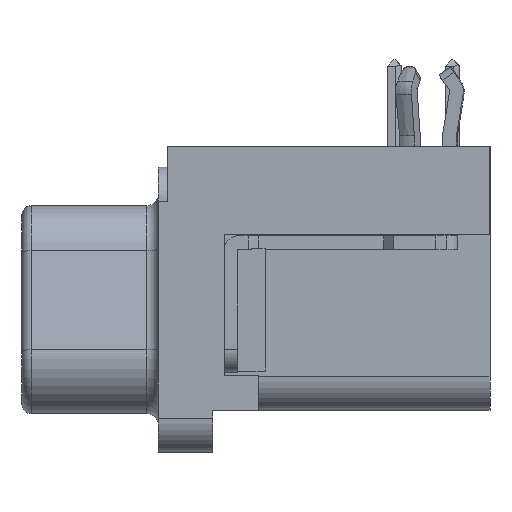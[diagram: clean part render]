
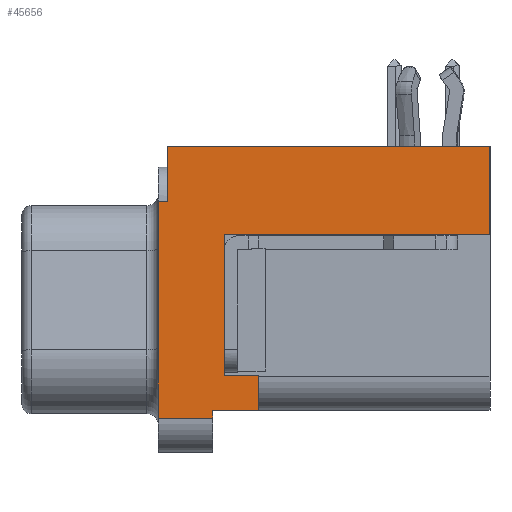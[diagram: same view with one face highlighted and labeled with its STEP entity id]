
A CAD part, left-side view. The second image highlights one B-rep face of the part: STEP entity #45656.
In plain terms, the highlighted planar face has unit normal (-1, 0, 0).
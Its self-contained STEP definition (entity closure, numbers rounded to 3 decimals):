
#136=DIRECTION('',(0.,0.,-1.));
#137=VECTOR('',#136,9.55);
#138=CARTESIAN_POINT('',(-15.405,0.4,4.775));
#139=LINE('',#138,#137);
#15341=DIRECTION('',(0.,1.,0.));
#15342=VECTOR('',#15341,14.2);
#15343=CARTESIAN_POINT('',(-15.405,-14.2,7.2));
#15344=LINE('',#15343,#15342);
#15358=DIRECTION('',(0.,0.,1.));
#15359=VECTOR('',#15358,3.9);
#15360=CARTESIAN_POINT('',(-15.405,-14.2,3.3));
#15361=LINE('',#15360,#15359);
#15362=DIRECTION('',(0.,1.,0.));
#15363=VECTOR('',#15362,11.7);
#15364=CARTESIAN_POINT('',(-15.405,-14.2,3.3));
#15365=LINE('',#15364,#15363);
#15366=DIRECTION('',(0.,0.,-1.));
#15367=VECTOR('',#15366,1.525);
#15368=CARTESIAN_POINT('',(-15.405,-4.,-2.9));
#15369=LINE('',#15368,#15367);
#15370=DIRECTION('',(0.,0.,-1.));
#15371=VECTOR('',#15370,0.35);
#15372=CARTESIAN_POINT('',(-15.405,-2.,-4.425));
#15373=LINE('',#15372,#15371);
#15466=DIRECTION('',(0.,1.,0.));
#15467=VECTOR('',#15466,0.4);
#15468=CARTESIAN_POINT('',(-15.405,0.,4.775));
#15469=LINE('',#15468,#15467);
#15487=DIRECTION('',(0.,0.,-1.));
#15488=VECTOR('',#15487,2.425);
#15489=CARTESIAN_POINT('',(-15.405,0.,7.2));
#15490=LINE('',#15489,#15488);
#15723=DIRECTION('',(0.,-1.,0.));
#15724=VECTOR('',#15723,2.);
#15725=CARTESIAN_POINT('',(-15.405,-2.,-4.425));
#15726=LINE('',#15725,#15724);
#15790=DIRECTION('',(0.,-1.,0.));
#15791=VECTOR('',#15790,2.4);
#15792=CARTESIAN_POINT('',(-15.405,0.4,-4.775));
#15793=LINE('',#15792,#15791);
#15824=DIRECTION('',(0.,1.,0.));
#15825=VECTOR('',#15824,1.5);
#15826=CARTESIAN_POINT('',(-15.405,-4.,-2.9));
#15827=LINE('',#15826,#15825);
#15836=DIRECTION('',(0.,0.,1.));
#15837=VECTOR('',#15836,6.2);
#15838=CARTESIAN_POINT('',(-15.405,-2.5,-2.9));
#15839=LINE('',#15838,#15837);
#20349=CARTESIAN_POINT('',(-15.405,0.,4.775));
#20351=VERTEX_POINT('',#20349);
#20355=CARTESIAN_POINT('',(-15.405,0.,7.2));
#20356=VERTEX_POINT('',#20355);
#21943=CARTESIAN_POINT('',(-15.405,-2.5,3.3));
#21945=VERTEX_POINT('',#21943);
#21961=CARTESIAN_POINT('',(-15.405,-2.,-4.425));
#21962=VERTEX_POINT('',#21961);
#21963=CARTESIAN_POINT('',(-15.405,-4.,-4.425));
#21964=VERTEX_POINT('',#21963);
#21971=CARTESIAN_POINT('',(-15.405,-2.5,-2.9));
#21972=VERTEX_POINT('',#21971);
#21999=CARTESIAN_POINT('',(-15.405,0.4,-4.775));
#22000=CARTESIAN_POINT('',(-15.405,-2.,-4.775));
#22001=VERTEX_POINT('',#21999);
#22002=VERTEX_POINT('',#22000);
#22003=CARTESIAN_POINT('',(-15.405,0.4,4.775));
#22004=VERTEX_POINT('',#22003);
#22005=CARTESIAN_POINT('',(-15.405,-4.,-2.9));
#22006=VERTEX_POINT('',#22005);
#24752=CARTESIAN_POINT('',(-15.405,-14.2,7.2));
#24753=VERTEX_POINT('',#24752);
#24770=CARTESIAN_POINT('',(-15.405,-14.2,3.3));
#24771=VERTEX_POINT('',#24770);
#45628=CARTESIAN_POINT('',(-15.405,0.,-6.275));
#45629=DIRECTION('',(-1.,0.,0.));
#45630=DIRECTION('',(0.,0.,1.));
#45631=AXIS2_PLACEMENT_3D('',#45628,#45629,#45630);
#45632=PLANE('',#45631);
#45633=ORIENTED_EDGE('',*,*,#25164,.F.);
#45635=ORIENTED_EDGE('',*,*,#45634,.T.);
#45637=ORIENTED_EDGE('',*,*,#45636,.F.);
#45639=ORIENTED_EDGE('',*,*,#45638,.F.);
#45641=ORIENTED_EDGE('',*,*,#45640,.T.);
#45643=ORIENTED_EDGE('',*,*,#45642,.F.);
#45645=ORIENTED_EDGE('',*,*,#45644,.T.);
#45647=ORIENTED_EDGE('',*,*,#45646,.F.);
#45648=ORIENTED_EDGE('',*,*,#25013,.F.);
#45650=ORIENTED_EDGE('',*,*,#45649,.F.);
#45652=ORIENTED_EDGE('',*,*,#45651,.F.);
#45653=ORIENTED_EDGE('',*,*,#45612,.F.);
#45654=EDGE_LOOP('',(#45633,#45635,#45637,#45639,#45641,#45643,#45645,#45647,
#45648,#45650,#45652,#45653));
#45655=FACE_OUTER_BOUND('',#45654,.F.);
#25013=EDGE_CURVE('',#22004,#22001,#139,.T.);
#25164=EDGE_CURVE('',#24771,#24753,#15361,.T.);
#45612=EDGE_CURVE('',#24753,#20356,#15344,.T.);
#45634=EDGE_CURVE('',#24771,#21945,#15365,.T.);
#45636=EDGE_CURVE('',#21972,#21945,#15839,.T.);
#45638=EDGE_CURVE('',#22006,#21972,#15827,.T.);
#45640=EDGE_CURVE('',#22006,#21964,#15369,.T.);
#45642=EDGE_CURVE('',#21962,#21964,#15726,.T.);
#45644=EDGE_CURVE('',#21962,#22002,#15373,.T.);
#45646=EDGE_CURVE('',#22001,#22002,#15793,.T.);
#45649=EDGE_CURVE('',#20351,#22004,#15469,.T.);
#45651=EDGE_CURVE('',#20356,#20351,#15490,.T.);
#45656=ADVANCED_FACE('',(#45655),#45632,.T.);
